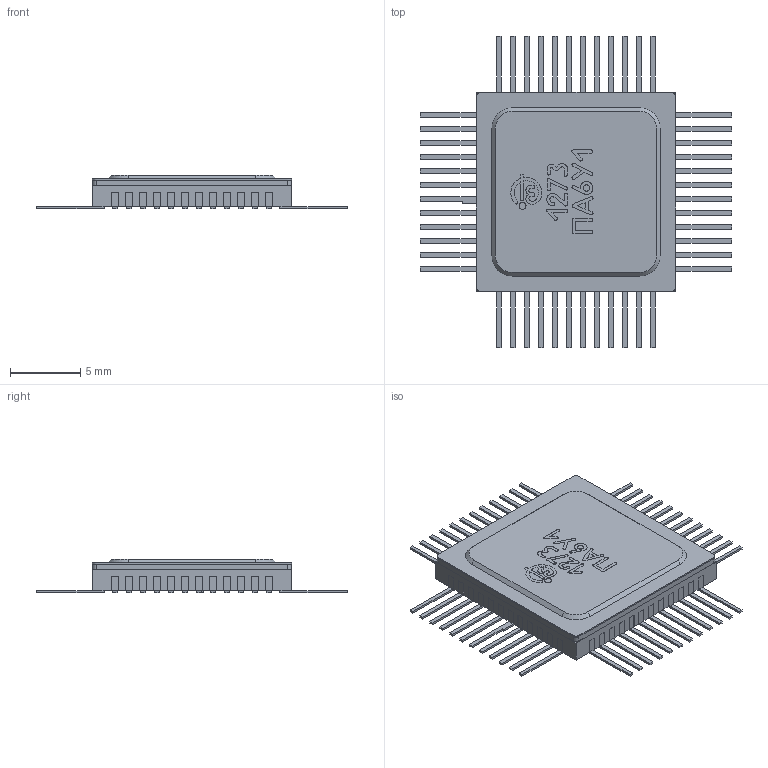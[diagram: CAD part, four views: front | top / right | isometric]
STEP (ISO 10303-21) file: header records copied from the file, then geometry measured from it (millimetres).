
FILE_DESCRIPTION( ( 'Unknown' ), '1' );
FILE_NAME( '5133483-1273ПА6У1.stp', 'Unknown', ( 'Unknown' ), ( 'Unknown' ), 'PSStep 17.0.49', 'Unknown', ' ' );
FILE_SCHEMA( ( 'AUTOMOTIVE_DESIGN { 1 0 10303 214 1 1 1 1 }' ) );
Length unit declared in the file: millimetre
Products named in the file (52): Assem1
Assembly tree (51 placements, depth 2):
  Assem1
    (unnamed)
    (unnamed)
    (unnamed)
    (unnamed)
    (unnamed)
    (unnamed)
    (unnamed)
    (unnamed)
    (unnamed)
    (unnamed)
    (unnamed)
    (unnamed)
    (unnamed)
    (unnamed)
    (unnamed)
    (unnamed)
    (unnamed)
    (unnamed)
    (unnamed)
    (unnamed)
    (unnamed)
    (unnamed)
    (unnamed)
    (unnamed)
    (unnamed)
    (unnamed)
    (unnamed)
    (unnamed)
    (unnamed)
    (unnamed)
    (unnamed)
    (unnamed)
    (unnamed)
    (unnamed)
    (unnamed)
    (unnamed)
    (unnamed)
    (unnamed)
    (unnamed)
    (unnamed)
    (unnamed)
    (unnamed)
    (unnamed)
    (unnamed)
    (unnamed)
    (unnamed)
    (unnamed)
    (unnamed)
    (unnamed)
    (unnamed)
    (unnamed)
Bounding box: 22.2 x 22.2 x 2.4 mm (x, y, z)
Volume: 255.8 mm3; surface area: 1330.1 mm2
Topology: 51 solids, 51 shells, 1215 faces, 3273 edges, 2182 vertices
Faces by surface type: plane 1154, cylinder 35, extrusion 18, cone 8
Full cylindrical faces by diameter (mm): 0.5 x1
Entity records: 53751 total; most frequent: CARTESIAN_POINT 7971, ORIENTED_EDGE 6542, DIRECTION 5837, EDGE_CURVE 3271, VECTOR 3167, LINE 3149, PRESENTATION_STYLE_ASSIGNMENT 2374, COLOUR_RGB 2374
